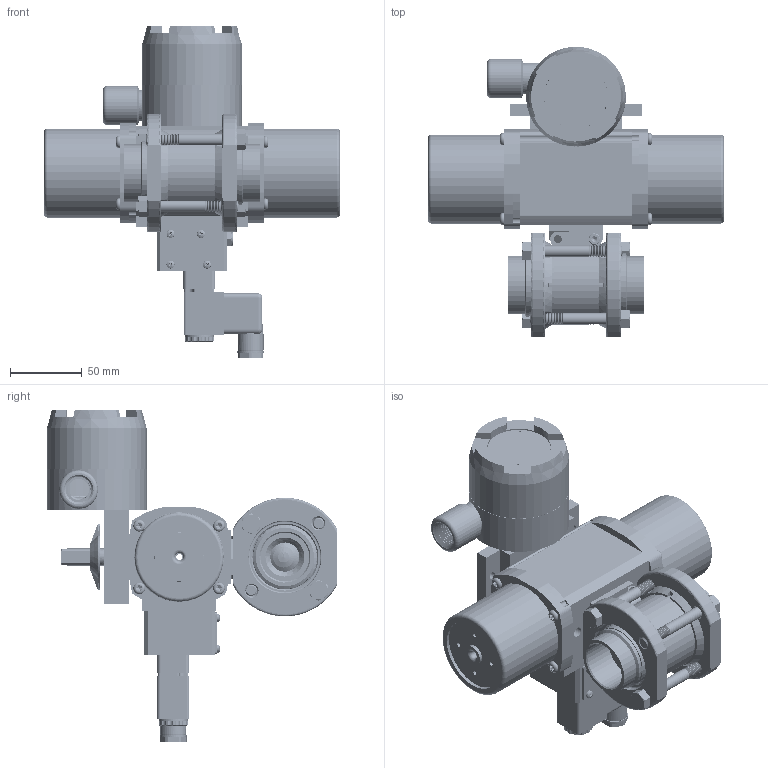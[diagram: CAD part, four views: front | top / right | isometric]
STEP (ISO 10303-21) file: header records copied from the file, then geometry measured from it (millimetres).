
FILE_DESCRIPTION (( 'STEP AP203' ), '1' );
FILE_NAME ('28XXSWSA512SR3GPDSLS.step', '2018-06-12T19:20:04', ( '' ), ( '' ), 'SwSTEP 2.0', 'SolidWorks 2017', '' );
FILE_SCHEMA (( 'CONFIG_CONTROL_DESIGN' ));
Products named in the file (1): 28XXSWSA512SR3GPDSLS
Bounding box: 206.12 x 201.99 x 231.11 mm (x, y, z)
Volume: 958718.1 mm3; surface area: 400377.8 mm2
Topology: 71 solids, 71 shells, 5718 faces, 14965 edges, 9407 vertices
Faces by surface type: cylinder 2827, cone 1605, plane 861, torus 278, bspline 133, sphere 14
Entity records: 218009 total; most frequent: CARTESIAN_POINT 81261, ORIENTED_EDGE 29634, DIRECTION 29122, EDGE_CURVE 14817, AXIS2_PLACEMENT_3D 11836, VERTEX_POINT 9403, CIRCLE 6250, EDGE_LOOP 6164
